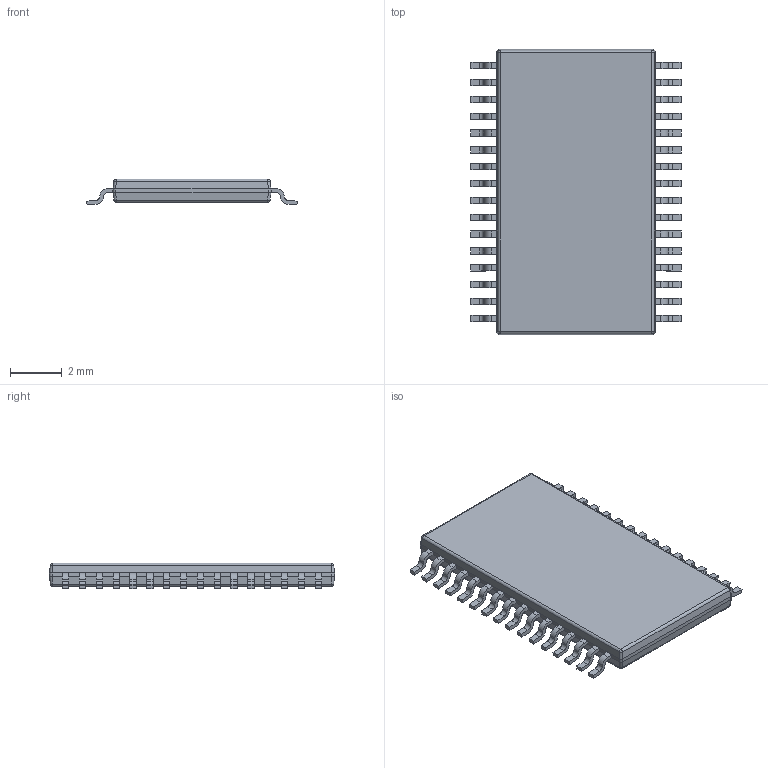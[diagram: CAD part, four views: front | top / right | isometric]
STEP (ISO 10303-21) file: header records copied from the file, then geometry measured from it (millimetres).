
FILE_DESCRIPTION((''),'2;1');
FILE_NAME('DAP0032F_ASM','2020-07-10T07:46:56',('a0412086'),(''),'CREO PARAMETRIC BY PTC INC, 2019292','CREO PARAMETRIC BY PTC INC, 2019292','');
FILE_SCHEMA(('AUTOMOTIVE_DESIGN { 1 0 10303 214 1 1 1 1 }'));
Length unit declared in the file: millimetre
Products named in the file (5): BODY-SO; LEAD-SO; THERMALPAD-SO; PIN1-ID; DAP0032F_ASM
Assembly tree (35 placements, depth 2):
  DAP0032F_ASM
    BODY-SO
    LEAD-SO  x32
    THERMALPAD-SO
    PIN1-ID
Bounding box: 8.12 x 11 x 1 mm (x, y, z)
Volume: 61.2 mm3; surface area: 225.4 mm2
Topology: 34 solids, 34 shells, 525 faces, 1328 edges, 872 vertices
Faces by surface type: plane 369, cylinder 148, sphere 8
Entity records: 4085 total; most frequent: CARTESIAN_POINT 856, DIRECTION 474, ORIENTED_EDGE 424, PRESENTATION_STYLE_ASSIGNMENT 215, STYLED_ITEM 215, CURVE_STYLE 212, EDGE_CURVE 212, AXIS2_PLACEMENT_3D 163
